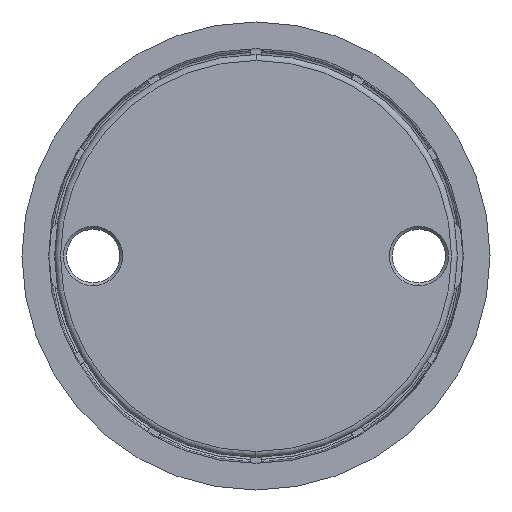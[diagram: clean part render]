
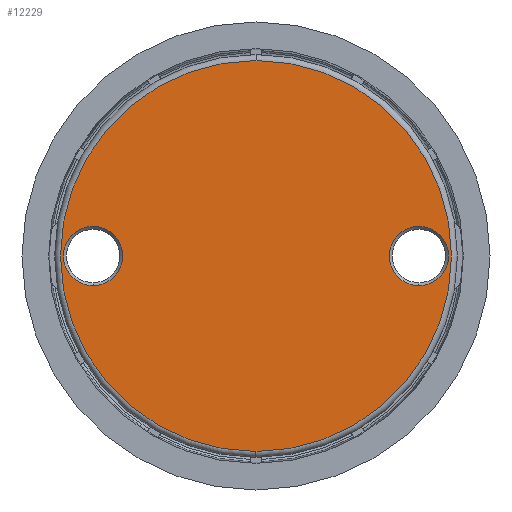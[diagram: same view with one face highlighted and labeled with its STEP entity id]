
A CAD part, front view. The second image highlights one B-rep face of the part: STEP entity #12229.
In plain terms, the highlighted planar face has unit normal (0, -1, 0).
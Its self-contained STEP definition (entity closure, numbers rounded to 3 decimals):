
#75 = ORIENTED_EDGE ( 'NONE', *, *, #2141, .T. ) ;
#426 = CARTESIAN_POINT ( 'NONE',  ( 27.5, 0., 5. ) ) ;
#896 = AXIS2_PLACEMENT_3D ( 'NONE', #10672, #1994, #9727 ) ;
#1023 = ORIENTED_EDGE ( 'NONE', *, *, #10272, .T. ) ;
#1188 = CIRCLE ( 'NONE', #8463, 5. ) ;
#1212 = CIRCLE ( 'NONE', #4029, 5. ) ;
#1317 = DIRECTION ( 'NONE',  ( 0., 0., 1. ) ) ;
#1503 = CIRCLE ( 'NONE', #896, 5. ) ;
#1739 = DIRECTION ( 'NONE',  ( 0., -1., 0. ) ) ;
#1925 = PLANE ( 'NONE',  #10302 ) ;
#1994 = DIRECTION ( 'NONE',  ( 0., 1., 0. ) ) ;
#2111 = CARTESIAN_POINT ( 'NONE',  ( 27.5, 0., -5. ) ) ;
#2136 = CARTESIAN_POINT ( 'NONE',  ( 0., 0., 0. ) ) ;
#2141 = EDGE_CURVE ( 'NONE', #6650, #7624, #1503, .T. ) ;
#2202 = DIRECTION ( 'NONE',  ( 0., -1., 0. ) ) ;
#2517 = CARTESIAN_POINT ( 'NONE',  ( -27.5, 0., -5. ) ) ;
#2660 = CARTESIAN_POINT ( 'NONE',  ( 27.5, 0., 0. ) ) ;
#2706 = EDGE_CURVE ( 'NONE', #7796, #5922, #8476, .T. ) ;
#3167 = ORIENTED_EDGE ( 'NONE', *, *, #2706, .T. ) ;
#3212 = CARTESIAN_POINT ( 'NONE',  ( 0., 0., 0. ) ) ;
#3381 = AXIS2_PLACEMENT_3D ( 'NONE', #4230, #3973, #8807 ) ;
#3786 = DIRECTION ( 'NONE',  ( 0., 0., -1. ) ) ;
#3973 = DIRECTION ( 'NONE',  ( 0., -1., 0. ) ) ;
#4029 = AXIS2_PLACEMENT_3D ( 'NONE', #4847, #8724, #10674 ) ;
#4230 = CARTESIAN_POINT ( 'NONE',  ( 27.5, 0., 0. ) ) ;
#4580 = CARTESIAN_POINT ( 'NONE',  ( -33.366, 0., -33. ) ) ;
#4790 = EDGE_CURVE ( 'NONE', #5373, #7346, #1188, .T. ) ;
#4831 = AXIS2_PLACEMENT_3D ( 'NONE', #3212, #11765, #5871 ) ;
#4847 = CARTESIAN_POINT ( 'NONE',  ( -27.5, 0., 0. ) ) ;
#5373 = VERTEX_POINT ( 'NONE', #426 ) ;
#5442 = CIRCLE ( 'NONE', #4831, 33. ) ;
#5587 = FACE_BOUND ( 'NONE', #7638, .T. ) ;
#5762 = ORIENTED_EDGE ( 'NONE', *, *, #4790, .F. ) ;
#5871 = DIRECTION ( 'NONE',  ( 0., 0., 1. ) ) ;
#5922 = VERTEX_POINT ( 'NONE', #10166 ) ;
#6650 = VERTEX_POINT ( 'NONE', #2517 ) ;
#7346 = VERTEX_POINT ( 'NONE', #2111 ) ;
#7348 = ORIENTED_EDGE ( 'NONE', *, *, #11453, .F. ) ;
#7353 = CARTESIAN_POINT ( 'NONE',  ( 0., 0., 33. ) ) ;
#7624 = VERTEX_POINT ( 'NONE', #11645 ) ;
#7638 = EDGE_LOOP ( 'NONE', ( #8033, #75 ) ) ;
#7796 = VERTEX_POINT ( 'NONE', #7353 ) ;
#8033 = ORIENTED_EDGE ( 'NONE', *, *, #10755, .T. ) ;
#8250 = CIRCLE ( 'NONE', #3381, 5. ) ;
#8360 = EDGE_LOOP ( 'NONE', ( #5762, #7348 ) ) ;
#8463 = AXIS2_PLACEMENT_3D ( 'NONE', #2660, #11448, #3786 ) ;
#8476 = CIRCLE ( 'NONE', #10503, 33. ) ;
#8561 = EDGE_LOOP ( 'NONE', ( #3167, #1023 ) ) ;
#8724 = DIRECTION ( 'NONE',  ( 0., 1., 0. ) ) ;
#8807 = DIRECTION ( 'NONE',  ( 0., 0., -1. ) ) ;
#9727 = DIRECTION ( 'NONE',  ( 0., 0., -1. ) ) ;
#10166 = CARTESIAN_POINT ( 'NONE',  ( 0., 0., -33. ) ) ;
#10272 = EDGE_CURVE ( 'NONE', #5922, #7796, #5442, .T. ) ;
#10302 = AXIS2_PLACEMENT_3D ( 'NONE', #4580, #1739, #11420 ) ;
#10418 = FACE_OUTER_BOUND ( 'NONE', #8561, .T. ) ;
#10503 = AXIS2_PLACEMENT_3D ( 'NONE', #2136, #2202, #1317 ) ;
#10672 = CARTESIAN_POINT ( 'NONE',  ( -27.5, 0., 0. ) ) ;
#10674 = DIRECTION ( 'NONE',  ( 0., 0., -1. ) ) ;
#10755 = EDGE_CURVE ( 'NONE', #7624, #6650, #1212, .T. ) ;
#11362 = FACE_BOUND ( 'NONE', #8360, .T. ) ;
#11420 = DIRECTION ( 'NONE',  ( 1., 0., 0. ) ) ;
#11448 = DIRECTION ( 'NONE',  ( 0., -1., 0. ) ) ;
#11453 = EDGE_CURVE ( 'NONE', #7346, #5373, #8250, .T. ) ;
#11645 = CARTESIAN_POINT ( 'NONE',  ( -27.5, 0., 5. ) ) ;
#11765 = DIRECTION ( 'NONE',  ( 0., -1., 0. ) ) ;
#12229 = ADVANCED_FACE ( 'NONE', ( #10418, #5587, #11362 ), #1925, .T. ) ;
